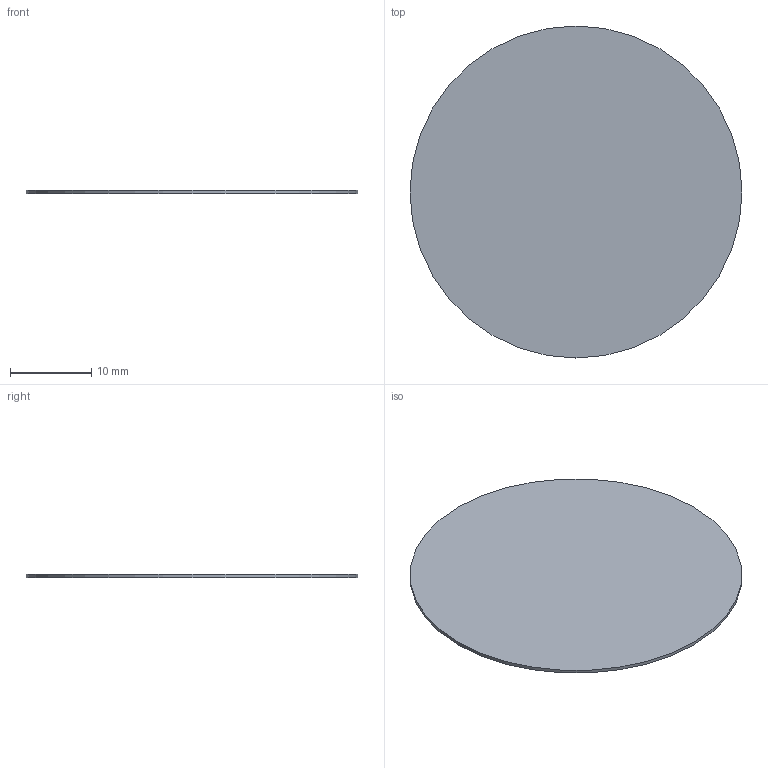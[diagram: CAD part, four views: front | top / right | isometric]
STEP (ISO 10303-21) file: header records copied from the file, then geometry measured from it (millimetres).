
FILE_DESCRIPTION( ( '' ), ' ' );
FILE_NAME( '5c42b265ab64a1162ee9ad09.step', '2019-01-19T05:15:17', ( '' ), ( '' ), ' ', ' ', ' ' );
FILE_SCHEMA( ( 'AUTOMOTIVE_DESIGN { 1 0 10303 214 1 1 1 1 }' ) );
Length unit declared in the file: metre
Products named in the file (1): Part 1
Bounding box: 40.96 x 40.96 x 0.4 mm (x, y, z)
Volume: 527.1 mm3; surface area: 2686.8 mm2
Topology: 1 solids, 1 shells, 3 faces, 3 edges, 2 vertices
Faces by surface type: plane 2, cylinder 1
Full cylindrical faces by diameter (mm): 40.96 x1
Entity records: 94 total; most frequent: DIRECTION 12, CARTESIAN_POINT 8, AXIS2_PLACEMENT_3D 6, FACE_OUTER_BOUND 4, EDGE_LOOP 4, ORIENTED_EDGE 4, STYLED_ITEM 3, PRESENTATION_STYLE_ASSIGNMENT 3
